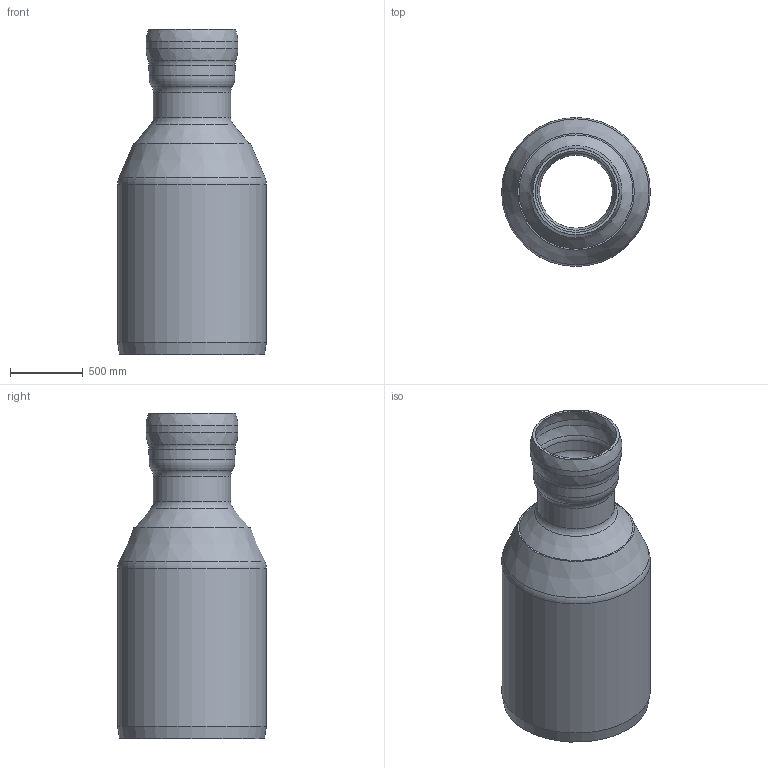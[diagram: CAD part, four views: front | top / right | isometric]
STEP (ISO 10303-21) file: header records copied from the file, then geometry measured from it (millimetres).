
FILE_DESCRIPTION(/* description */ (''),/* implementation_level */ '2;1');
FILE_NAME(/* name */ '00603.BD0X_3D.stp',/* time_stamp */ '2024-12-11T12:58:37+01:00',/* author */ ('CAD'),/* organization */ (''),/* preprocessor_version */ 'ST-DEVELOPER v20',/* originating_system */ 'AutoCAD Mechanical',/* authorisation */ '');
FILE_SCHEMA (('AUTOMOTIVE_DESIGN { 1 0 10303 214 3 1 1 }'));
Length unit declared in the file: centimetre
Products named in the file (1): Product
Bounding box: 1020 x 1020 x 2230 mm (x, y, z)
Volume: 113257623.4 mm3; surface area: 12278252.7 mm2
Topology: 2 solids, 2 shells, 33 faces, 81 edges, 52 vertices
Faces by surface type: torus 10, cone 8, cylinder 7, bspline 4, plane 4
Full cylindrical faces by diameter (mm): 500 x1, 530 x1, 560 x1, 600 x1, 630 x1, 980 x1, 1020 x1
Entity records: 1131 total; most frequent: CARTESIAN_POINT 271, DIRECTION 207, ORIENTED_EDGE 162, AXIS2_PLACEMENT_3D 96, EDGE_CURVE 81, CIRCLE 66, VERTEX_POINT 52, EDGE_LOOP 37
